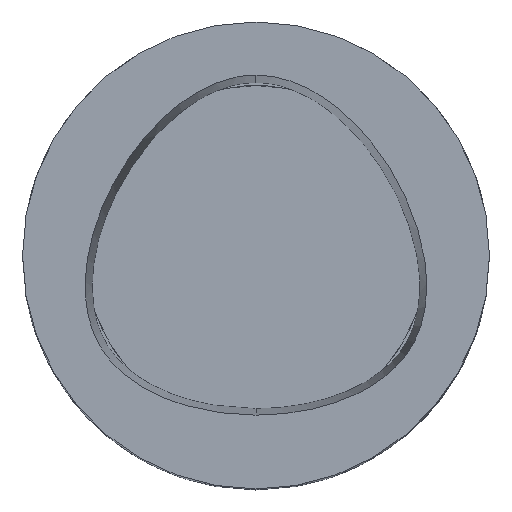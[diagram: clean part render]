
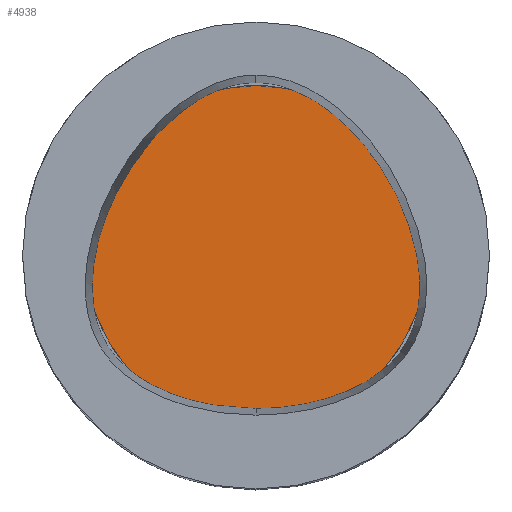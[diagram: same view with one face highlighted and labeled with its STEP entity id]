
A CAD part, top view. The second image highlights one B-rep face of the part: STEP entity #4938.
In plain terms, the highlighted planar face has unit normal (0, 0, 1).
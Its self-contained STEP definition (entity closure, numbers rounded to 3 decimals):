
#7 = CIRCLE ( 'NONE', #5191, 23. ) ;
#41 = EDGE_CURVE ( 'NONE', #2207, #5028, #3354, .T. ) ;
#177 = CARTESIAN_POINT ( 'NONE',  ( -23., 0., 30.6 ) ) ;
#306 = CARTESIAN_POINT ( 'NONE',  ( 0., 0., 30.6 ) ) ;
#571 = ORIENTED_EDGE ( 'NONE', *, *, #4798, .F. ) ;
#732 = CARTESIAN_POINT ( 'NONE',  ( 23., 0., 30.6 ) ) ;
#1105 = DIRECTION ( 'NONE',  ( 0., 0., -1. ) ) ;
#1131 = DIRECTION ( 'NONE',  ( 0., 0., 1. ) ) ;
#1541 = CARTESIAN_POINT ( 'NONE',  ( 0., 0., 30.6 ) ) ;
#1585 = DIRECTION ( 'NONE',  ( 1., 0., 0. ) ) ;
#2207 = VERTEX_POINT ( 'NONE', #177 ) ;
#2404 = PLANE ( 'NONE',  #3075 ) ;
#2461 = EDGE_LOOP ( 'NONE', ( #4105, #571 ) ) ;
#2521 = DIRECTION ( 'NONE',  ( -1., 0., 0. ) ) ;
#3075 = AXIS2_PLACEMENT_3D ( 'NONE', #306, #1131, #1585 ) ;
#3103 = CARTESIAN_POINT ( 'NONE',  ( 0., 0., 30.6 ) ) ;
#3354 = CIRCLE ( 'NONE', #3605, 23. ) ;
#3490 = DIRECTION ( 'NONE',  ( -1., 0., 0. ) ) ;
#3605 = AXIS2_PLACEMENT_3D ( 'NONE', #1541, #4812, #2521 ) ;
#4090 = FACE_OUTER_BOUND ( 'NONE', #2461, .T. ) ;
#4105 = ORIENTED_EDGE ( 'NONE', *, *, #41, .F. ) ;
#4798 = EDGE_CURVE ( 'NONE', #5028, #2207, #7, .T. ) ;
#4812 = DIRECTION ( 'NONE',  ( 0., 0., -1. ) ) ;
#4938 = ADVANCED_FACE ( 'NONE', ( #4090 ), #2404, .T. ) ;
#5028 = VERTEX_POINT ( 'NONE', #732 ) ;
#5191 = AXIS2_PLACEMENT_3D ( 'NONE', #3103, #1105, #3490 ) ;
